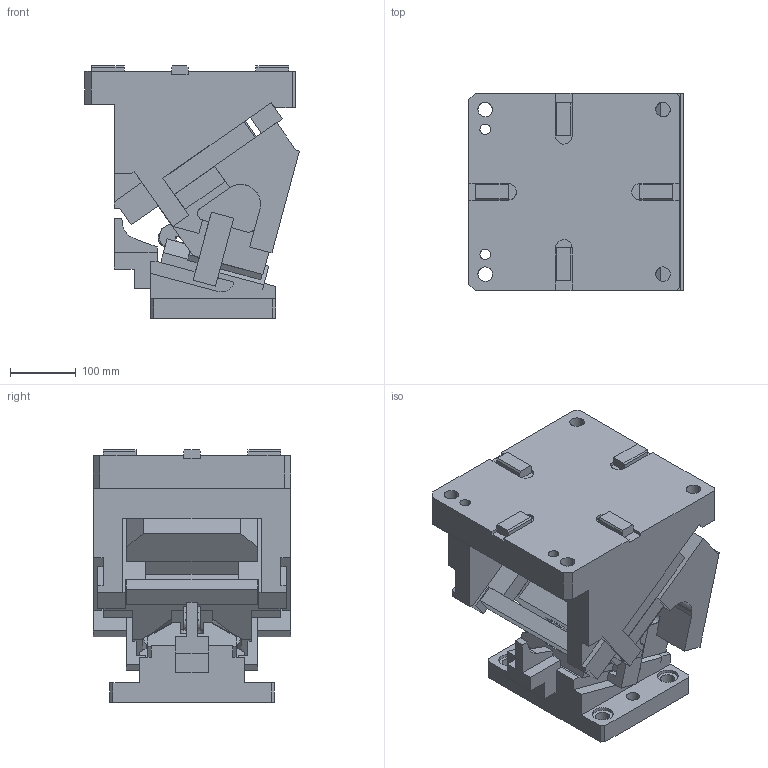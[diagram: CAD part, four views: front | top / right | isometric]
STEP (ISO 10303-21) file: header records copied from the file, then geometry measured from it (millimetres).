
FILE_DESCRIPTION(('CATIA V5 STEP Exchange'),'2;1');
FILE_NAME('CACN_300_15.stp','2015-04-27T12:34:55+00:00',('none'),('none'),'CATIA Version 5 Release 19 SP 2 (IN-10)','CATIA V5 STEP AP203','none');
FILE_SCHEMA(('CONFIG_CONTROL_DESIGN'));
Length unit declared in the file: millimetre
Products named in the file (1): CACN_300_15
Bounding box: 325.82 x 300 x 384 mm (x, y, z)
Volume: 19953886.7 mm3; surface area: 1111843.4 mm2
Topology: 3 solids, 3 shells, 375 faces, 1093 edges, 729 vertices
Faces by surface type: plane 294, cylinder 81
Entity records: 13088 total; most frequent: CARTESIAN_POINT 3603, ORIENTED_EDGE 2186, DIRECTION 1570, EDGE_CURVE 1093, VECTOR 904, LINE 904, VERTEX_POINT 729, EDGE_LOOP 408
